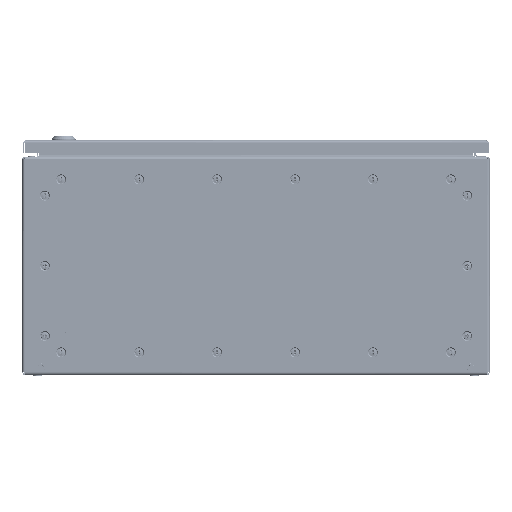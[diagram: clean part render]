
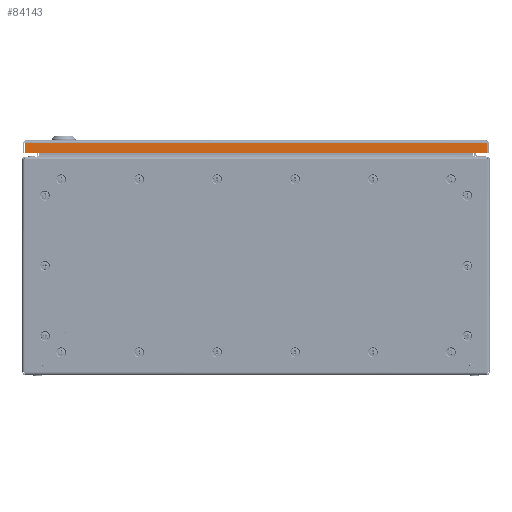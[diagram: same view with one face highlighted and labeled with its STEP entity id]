
A CAD part, front view. The second image highlights one B-rep face of the part: STEP entity #84143.
In plain terms, the highlighted planar face has unit normal (0, -1, 0).
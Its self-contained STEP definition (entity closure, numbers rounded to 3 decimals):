
#545 = VERTEX_POINT ( 'NONE', #28279 ) ;
#3897 = VECTOR ( 'NONE', #85715, 1000. ) ;
#4229 = CARTESIAN_POINT ( 'NONE',  ( 296.746, -598., -16.5 ) ) ;
#4281 = ORIENTED_EDGE ( 'NONE', *, *, #34055, .T. ) ;
#12285 = ORIENTED_EDGE ( 'NONE', *, *, #114484, .F. ) ;
#17354 = CARTESIAN_POINT ( 'NONE',  ( -296.746, -598., -16.5 ) ) ;
#18086 = VECTOR ( 'NONE', #114183, 1000. ) ;
#19030 = CARTESIAN_POINT ( 'NONE',  ( 296.746, -598., -3.4 ) ) ;
#28279 = CARTESIAN_POINT ( 'NONE',  ( -296.746, -598., -3.4 ) ) ;
#30183 = CARTESIAN_POINT ( 'NONE',  ( -296.746, -598., 0. ) ) ;
#34055 = EDGE_CURVE ( 'NONE', #83413, #53510, #86802, .T. ) ;
#44510 = PLANE ( 'NONE',  #95043 ) ;
#53510 = VERTEX_POINT ( 'NONE', #4229 ) ;
#53950 = DIRECTION ( 'NONE',  ( 0., 1., 0. ) ) ;
#55594 = ORIENTED_EDGE ( 'NONE', *, *, #95487, .T. ) ;
#56725 = LINE ( 'NONE', #86509, #3897 ) ;
#60230 = ORIENTED_EDGE ( 'NONE', *, *, #80060, .F. ) ;
#64852 = VECTOR ( 'NONE', #94491, 1000. ) ;
#80060 = EDGE_CURVE ( 'NONE', #121129, #53510, #84825, .T. ) ;
#83279 = EDGE_LOOP ( 'NONE', ( #60230, #12285, #55594, #4281 ) ) ;
#83413 = VERTEX_POINT ( 'NONE', #17354 ) ;
#84143 = ADVANCED_FACE ( 'NONE', ( #101588 ), #44510, .F. ) ;
#84825 = LINE ( 'NONE', #90942, #111120 ) ;
#85715 = DIRECTION ( 'NONE',  ( 1., 0., 0. ) ) ;
#86509 = CARTESIAN_POINT ( 'NONE',  ( 298.5, -598., -3.4 ) ) ;
#86802 = LINE ( 'NONE', #95303, #64852 ) ;
#90942 = CARTESIAN_POINT ( 'NONE',  ( 296.746, -598., -1.4 ) ) ;
#91360 = DIRECTION ( 'NONE',  ( 0., 0., -1. ) ) ;
#94491 = DIRECTION ( 'NONE',  ( 1., 0., 0. ) ) ;
#95043 = AXIS2_PLACEMENT_3D ( 'NONE', #100613, #53950, #101431 ) ;
#95303 = CARTESIAN_POINT ( 'NONE',  ( 0., -598., -16.5 ) ) ;
#95487 = EDGE_CURVE ( 'NONE', #545, #83413, #120789, .T. ) ;
#100613 = CARTESIAN_POINT ( 'NONE',  ( 0., -598., 0. ) ) ;
#101431 = DIRECTION ( 'NONE',  ( 0., 0., 1. ) ) ;
#101588 = FACE_OUTER_BOUND ( 'NONE', #83279, .T. ) ;
#111120 = VECTOR ( 'NONE', #91360, 1000. ) ;
#114183 = DIRECTION ( 'NONE',  ( 0., 0., -1. ) ) ;
#114484 = EDGE_CURVE ( 'NONE', #545, #121129, #56725, .T. ) ;
#120789 = LINE ( 'NONE', #30183, #18086 ) ;
#121129 = VERTEX_POINT ( 'NONE', #19030 ) ;
